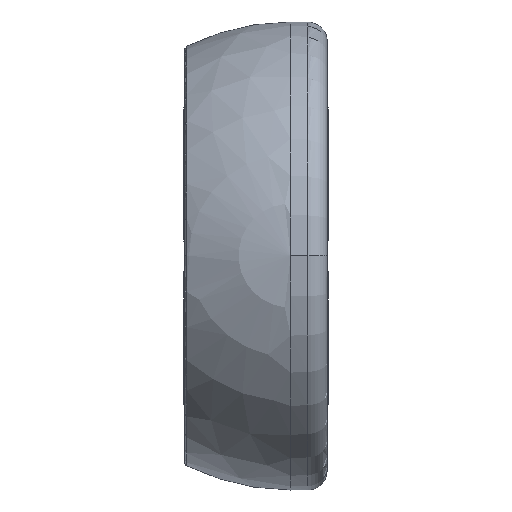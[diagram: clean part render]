
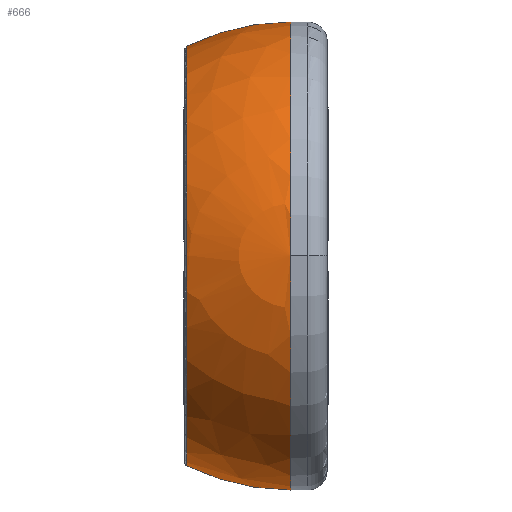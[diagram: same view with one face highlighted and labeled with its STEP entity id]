
A CAD part, top view. The second image highlights one B-rep face of the part: STEP entity #666.
In plain terms, the highlighted spherical face has radius 15.431 mm.
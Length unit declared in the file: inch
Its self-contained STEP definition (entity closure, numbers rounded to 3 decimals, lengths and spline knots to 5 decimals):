
#573 = ORIENTED_EDGE ( 'NONE', *, *, #807, .T. ) ;
#666 = ADVANCED_FACE ( 'NONE', ( #1286 ), #1284, .T. ) ;
#667 = EDGE_LOOP ( 'NONE', ( #668, #669, #573, #783, #786, #793 ) ) ;
#668 = ORIENTED_EDGE ( 'NONE', *, *, #686, .F. ) ;
#669 = ORIENTED_EDGE ( 'NONE', *, *, #682, .T. ) ;
#672 = VERTEX_POINT ( 'NONE', #1465 ) ;
#682 = EDGE_CURVE ( 'NONE', #690, #831, #1577, .T. ) ;
#686 = EDGE_CURVE ( 'NONE', #690, #672, #1565, .T. ) ;
#690 = VERTEX_POINT ( 'NONE', #1555 ) ;
#783 = ORIENTED_EDGE ( 'NONE', *, *, #784, .T. ) ;
#784 = EDGE_CURVE ( 'NONE', #787, #785, #1819, .T. ) ;
#785 = VERTEX_POINT ( 'NONE', #1814 ) ;
#786 = ORIENTED_EDGE ( 'NONE', *, *, #791, .F. ) ;
#787 = VERTEX_POINT ( 'NONE', #1813 ) ;
#791 = EDGE_CURVE ( 'NONE', #792, #785, #1805, .T. ) ;
#792 = VERTEX_POINT ( 'NONE', #1793 ) ;
#793 = ORIENTED_EDGE ( 'NONE', *, *, #794, .F. ) ;
#794 = EDGE_CURVE ( 'NONE', #672, #792, #1792, .T. ) ;
#807 = EDGE_CURVE ( 'NONE', #831, #787, #1775, .T. ) ;
#831 = VERTEX_POINT ( 'NONE', #1714 ) ;
#1280 = DIRECTION ( 'NONE',  ( 0., 1., 0. ) ) ;
#1281 = DIRECTION ( 'NONE',  ( 0., 0., -1. ) ) ;
#1282 = CARTESIAN_POINT ( 'NONE',  ( 0.09, 0., 0. ) ) ;
#1283 = AXIS2_PLACEMENT_3D ( 'NONE', #1282, #1281, #1280 ) ;
#1284 = SPHERICAL_SURFACE ( 'NONE', #1283, 0.6075 ) ;
#1286 = FACE_OUTER_BOUND ( 'NONE', #667, .T. ) ;
#1465 = CARTESIAN_POINT ( 'NONE',  ( -0.17944, -0.54448, 0. ) ) ;
#1555 = CARTESIAN_POINT ( 'NONE',  ( 0.09, -0.6075, 0. ) ) ;
#1562 = DIRECTION ( 'NONE',  ( 0., 1., 0. ) ) ;
#1563 = DIRECTION ( 'NONE',  ( 0., 0., -1. ) ) ;
#1564 = AXIS2_PLACEMENT_3D ( 'NONE', #1576, #1563, #1562 ) ;
#1565 = CIRCLE ( 'NONE', #1564, 0.6075 ) ;
#1566 = DIRECTION ( 'NONE',  ( 0., 0., 1. ) ) ;
#1567 = DIRECTION ( 'NONE',  ( -1., 0., 0. ) ) ;
#1568 = CARTESIAN_POINT ( 'NONE',  ( 0.09, 0., 0. ) ) ;
#1569 = AXIS2_PLACEMENT_3D ( 'NONE', #1568, #1567, #1566 ) ;
#1576 = CARTESIAN_POINT ( 'NONE',  ( 0.09, 0., 0. ) ) ;
#1577 = CIRCLE ( 'NONE', #1569, 0.6075 ) ;
#1714 = CARTESIAN_POINT ( 'NONE',  ( 0.09, 0., 0.6075 ) ) ;
#1744 = DIRECTION ( 'NONE',  ( 0., 0., 1. ) ) ;
#1745 = DIRECTION ( 'NONE',  ( -1., 0., 0. ) ) ;
#1773 = CARTESIAN_POINT ( 'NONE',  ( 0.09, 0., 0. ) ) ;
#1774 = AXIS2_PLACEMENT_3D ( 'NONE', #1773, #1745, #1744 ) ;
#1775 = CIRCLE ( 'NONE', #1774, 0.6075 ) ;
#1788 = DIRECTION ( 'NONE',  ( 0., 0., 1. ) ) ;
#1789 = DIRECTION ( 'NONE',  ( -1., 0., 0. ) ) ;
#1790 = CARTESIAN_POINT ( 'NONE',  ( -0.17944, 0., 0. ) ) ;
#1791 = AXIS2_PLACEMENT_3D ( 'NONE', #1790, #1789, #1788 ) ;
#1792 = CIRCLE ( 'NONE', #1791, 0.54448 ) ;
#1793 = CARTESIAN_POINT ( 'NONE',  ( -0.17944, 0., 0.54448 ) ) ;
#1794 = DIRECTION ( 'NONE',  ( 0., 0., 1. ) ) ;
#1795 = DIRECTION ( 'NONE',  ( -1., 0., 0. ) ) ;
#1796 = CARTESIAN_POINT ( 'NONE',  ( -0.17944, 0., 0. ) ) ;
#1797 = AXIS2_PLACEMENT_3D ( 'NONE', #1796, #1795, #1794 ) ;
#1805 = CIRCLE ( 'NONE', #1797, 0.54448 ) ;
#1813 = CARTESIAN_POINT ( 'NONE',  ( 0.09, 0.6075, 0. ) ) ;
#1814 = CARTESIAN_POINT ( 'NONE',  ( -0.17944, 0.54448, 0. ) ) ;
#1815 = DIRECTION ( 'NONE',  ( 1., 0., 0. ) ) ;
#1816 = DIRECTION ( 'NONE',  ( 0., 0., 1. ) ) ;
#1817 = CARTESIAN_POINT ( 'NONE',  ( 0.09, 0., 0. ) ) ;
#1818 = AXIS2_PLACEMENT_3D ( 'NONE', #1817, #1816, #1815 ) ;
#1819 = CIRCLE ( 'NONE', #1818, 0.6075 ) ;
